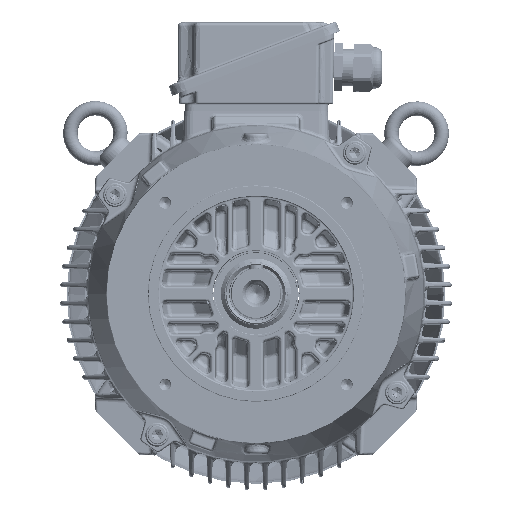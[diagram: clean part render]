
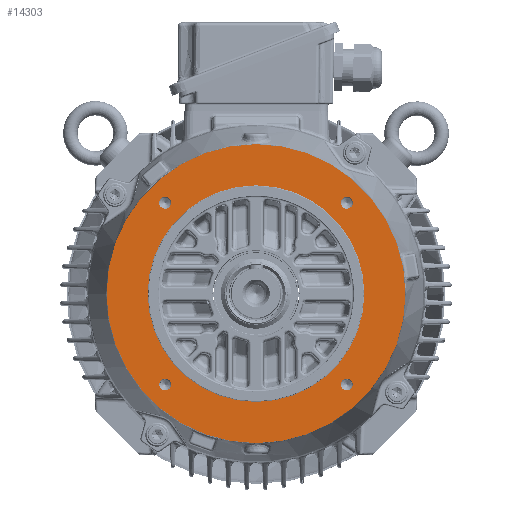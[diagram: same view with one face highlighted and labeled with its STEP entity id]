
A CAD part, top view. The second image highlights one B-rep face of the part: STEP entity #14303.
In plain terms, the highlighted planar face has unit normal (0, 0, 1).
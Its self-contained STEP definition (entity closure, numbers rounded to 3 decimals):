
#5988=FACE_BOUND('',#25920,.T.);
#5989=FACE_BOUND('',#25921,.T.);
#5990=FACE_BOUND('',#25922,.T.);
#5991=FACE_BOUND('',#25923,.T.);
#5992=FACE_BOUND('',#25924,.T.);
#5993=FACE_BOUND('',#25925,.T.);
#8771=CIRCLE('',#95786,5.);
#8772=CIRCLE('',#95788,5.);
#8773=CIRCLE('',#95790,5.);
#8774=CIRCLE('',#95792,90.6);
#8778=CIRCLE('',#95799,5.);
#8779=CIRCLE('',#95800,125.026);
#14303=ADVANCED_FACE('',(#5988,#5989,#5990,#5991,#5992,#5993),#17378,.F.);
#17378=PLANE('',#95801);
#25920=EDGE_LOOP('',(#46347));
#25921=EDGE_LOOP('',(#46348));
#25922=EDGE_LOOP('',(#46349));
#25923=EDGE_LOOP('',(#46350));
#25924=EDGE_LOOP('',(#46351));
#25925=EDGE_LOOP('',(#46352));
#46347=ORIENTED_EDGE('',*,*,#75881,.T.);
#46348=ORIENTED_EDGE('',*,*,#75874,.T.);
#46349=ORIENTED_EDGE('',*,*,#75875,.T.);
#46350=ORIENTED_EDGE('',*,*,#75876,.T.);
#46351=ORIENTED_EDGE('',*,*,#75877,.T.);
#46352=ORIENTED_EDGE('',*,*,#75882,.F.);
#63872=VERTEX_POINT('',#174522);
#63873=VERTEX_POINT('',#174525);
#63874=VERTEX_POINT('',#174528);
#63875=VERTEX_POINT('',#174531);
#63879=VERTEX_POINT('',#174542);
#63880=VERTEX_POINT('',#174544);
#75874=EDGE_CURVE('',#63872,#63872,#8771,.T.);
#75875=EDGE_CURVE('',#63873,#63873,#8772,.T.);
#75876=EDGE_CURVE('',#63874,#63874,#8773,.T.);
#75877=EDGE_CURVE('',#63875,#63875,#8774,.T.);
#75881=EDGE_CURVE('',#63879,#63879,#8778,.T.);
#75882=EDGE_CURVE('',#63880,#63880,#8779,.T.);
#95786=AXIS2_PLACEMENT_3D('',#174521,#110662,#110663);
#95788=AXIS2_PLACEMENT_3D('',#174524,#110666,#110667);
#95790=AXIS2_PLACEMENT_3D('',#174527,#110670,#110671);
#95792=AXIS2_PLACEMENT_3D('',#174530,#110674,#110675);
#95799=AXIS2_PLACEMENT_3D('',#174541,#110688,#110689);
#95800=AXIS2_PLACEMENT_3D('',#174543,#110690,#110691);
#95801=AXIS2_PLACEMENT_3D('',#174545,#110692,#110693);
#110662=DIRECTION('',(0.,0.,-1.));
#110663=DIRECTION('',(-1.,0.,0.));
#110666=DIRECTION('',(0.,0.,-1.));
#110667=DIRECTION('',(-1.,0.,0.));
#110670=DIRECTION('',(0.,0.,-1.));
#110671=DIRECTION('',(-1.,0.,0.));
#110674=DIRECTION('',(0.,0.,-1.));
#110675=DIRECTION('',(-1.,0.,0.));
#110688=DIRECTION('',(0.,0.,-1.));
#110689=DIRECTION('',(-1.,0.,0.));
#110690=DIRECTION('',(0.,0.,-1.));
#110691=DIRECTION('',(-1.,0.,0.));
#110692=DIRECTION('',(0.,0.,-1.));
#110693=DIRECTION('',(-1.,0.,0.));
#174521=CARTESIAN_POINT('',(-76.014,-76.014,0.));
#174522=CARTESIAN_POINT('',(-81.014,-76.014,0.));
#174524=CARTESIAN_POINT('',(-76.014,76.014,0.));
#174525=CARTESIAN_POINT('',(-81.014,76.014,0.));
#174527=CARTESIAN_POINT('',(76.014,76.014,0.));
#174528=CARTESIAN_POINT('',(71.014,76.014,0.));
#174530=CARTESIAN_POINT('',(0.,0.,0.));
#174531=CARTESIAN_POINT('',(-90.6,0.,0.));
#174541=CARTESIAN_POINT('',(76.014,-76.014,0.));
#174542=CARTESIAN_POINT('',(71.014,-76.014,0.));
#174543=CARTESIAN_POINT('',(0.,0.,0.));
#174544=CARTESIAN_POINT('',(-125.026,0.,0.));
#174545=CARTESIAN_POINT('',(0.,90.,0.));
